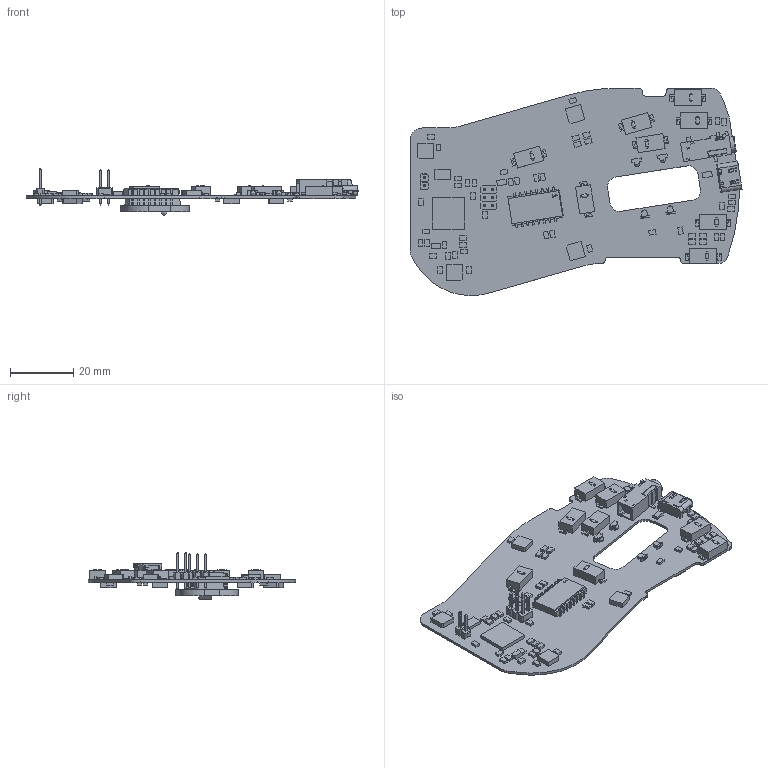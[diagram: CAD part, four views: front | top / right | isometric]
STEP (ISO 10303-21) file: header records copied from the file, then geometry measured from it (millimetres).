
FILE_DESCRIPTION(('Open CASCADE Model'),'2;1');
FILE_NAME('Open CASCADE Shape Model','2022-04-06T11:36:34',('Author'),( 'Open CASCADE'),'Open CASCADE STEP processor 6.8','Open CASCADE 6.8' ,'Unknown');
FILE_SCHEMA(('AUTOMOTIVE_DESIGN { 1 0 10303 214 1 1 1 1 }'));
Length unit declared in the file: millimetre
Products named in the file (138): PCB; Board; Open CASCADE STEP translator 6.8 1.1.1; MCU.R.20; 1709554351264; Extruded; MCU.J.4; m20-9990245_asm; M20-999-MOULD; M20-999-PIN; REG.U.3; 1709554345584; REG.C.15; REG.C.14; REG.C.13; REG.C.12; 1709554351104; MCU.C.1; MCU.C.4; MCU.C.5; MCU.C.6; MCU.C.7; MCU.C.8; MCU.C.9; MCU.C.22; MCU.J.1; PR(E,P)C003DAAN-RC; Dual_TH_with_end_bump_format; MCU.R.1; MCU.U.1; 1709554345424; MCU.Y.1; 1709554351424; MOS.R.5; SCW.R.2; SCW.R.4; USB.Z.1; 1709554345904; USB.R.15; USB.R.14 ...
Assembly tree (198 placements, depth 4):
  PCB
    Board
      Open CASCADE STEP translator 6.8 1.1.1
    MCU.R.20
      1709554351264
        Extruded
    MCU.J.4
      m20-9990245_asm
        M20-999-MOULD
        M20-999-PIN  x2
    REG.U.3
      1709554345584
        Extruded
    REG.C.15
      1709554351264
        Extruded
    REG.C.14
      1709554351264
        Extruded
    REG.C.13
      1709554351264
        Extruded
    REG.C.12
      1709554351104
        Extruded
    MCU.C.1
      1709554351264
        Extruded
    MCU.C.4
      1709554351104
        Extruded
    MCU.C.5
      1709554351104
        Extruded
    MCU.C.6
      1709554351104
        Extruded
    MCU.C.7
      1709554351104
        Extruded
    MCU.C.8
      1709554351104
        Extruded
    MCU.C.9
      1709554351104
        Extruded
    MCU.C.22
      1709554351264
        Extruded
    MCU.J.1
      PR(E,P)C003DAAN-RC
        Dual_TH_with_end_bump_format  x3
    MCU.R.1
      1709554351264
        Extruded
    MCU.U.1
      1709554345424
        Extruded
    MCU.Y.1
      1709554351424
Bounding box: 105.33 x 65.74 x 14.66 mm (x, y, z)
Volume: 8058.6 mm3; surface area: 17053.4 mm2
Topology: 109 solids, 295 shells, 2828 faces, 7551 edges, 5215 vertices
Faces by surface type: plane 2196, cylinder 342, bspline 231, torus 28, cone 13, sphere 10, revolution 8
Entity records: 64637 total; most frequent: CARTESIAN_POINT 15957, ORIENTED_EDGE 8658, DIRECTION 8138, EDGE_CURVE 4455, LINE 3530, VECTOR 3530, VERTEX_POINT 2989, AXIS2_PLACEMENT_3D 2300
